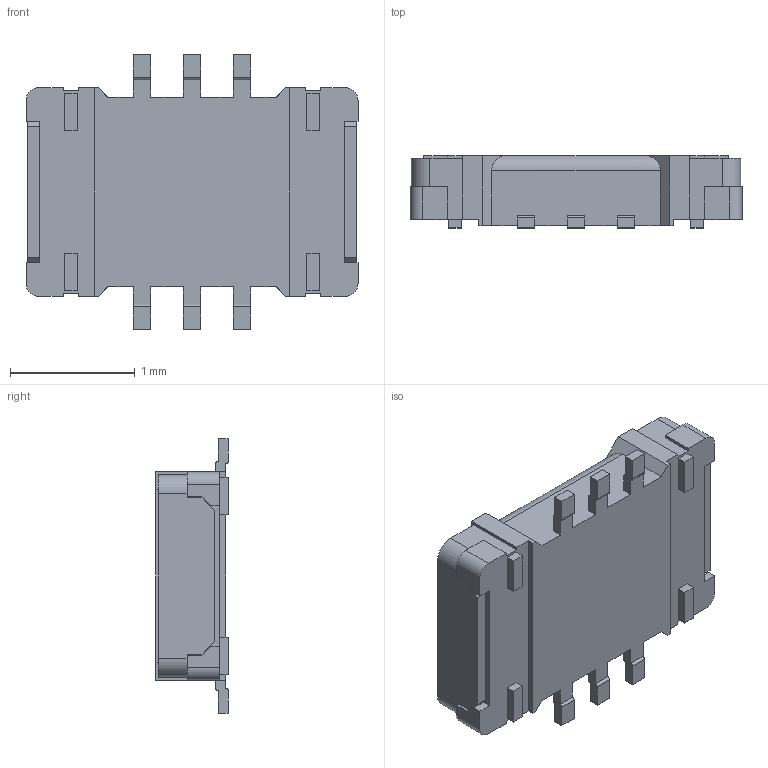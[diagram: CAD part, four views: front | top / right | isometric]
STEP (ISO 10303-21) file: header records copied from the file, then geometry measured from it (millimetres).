
FILE_DESCRIPTION((''),'2;1');
FILE_NAME('5035520622','2018-10-04T',('gga'),(''),'PRO/ENGINEER BY PARAMETRIC TECHNOLOGY CORPORATION, 2016010','PRO/ENGINEER BY PARAMETRIC TECHNOLOGY CORPORATION, 2016010','');
FILE_SCHEMA(('CONFIG_CONTROL_DESIGN'));
Length unit declared in the file: millimetre
Products named in the file (1): 5035520622
Bounding box: 2.66 x 0.58 x 2.2 mm (x, y, z)
Volume: 1.6 mm3; surface area: 16.2 mm2
Topology: 1 solids, 1 shells, 175 faces, 536 edges, 368 vertices
Faces by surface type: plane 149, cylinder 26
Entity records: 5939 total; most frequent: CARTESIAN_POINT 1112, ORIENTED_EDGE 992, DIRECTION 920, EDGE_CURVE 496, VECTOR 488, LINE 488, VERTEX_POINT 328, AXIS2_PLACEMENT_3D 216
